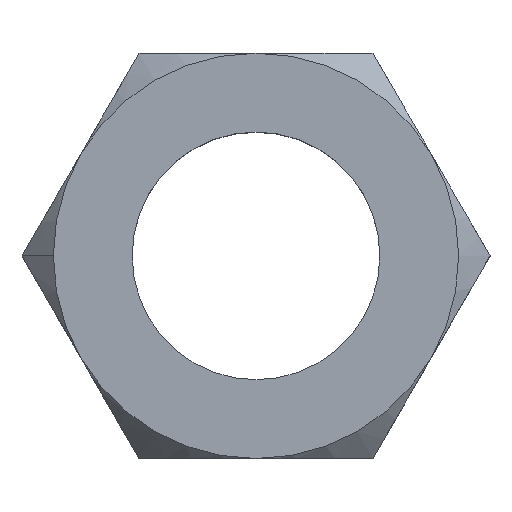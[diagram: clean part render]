
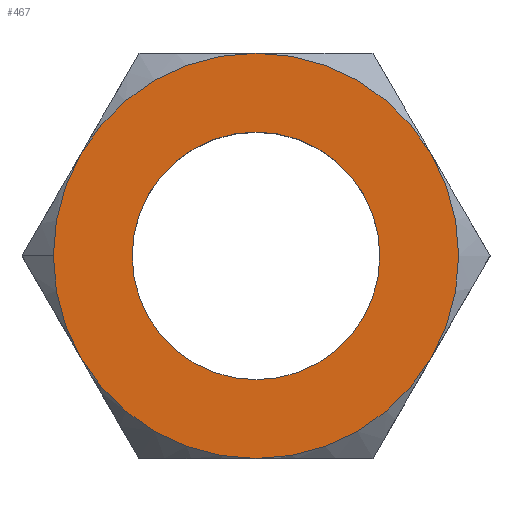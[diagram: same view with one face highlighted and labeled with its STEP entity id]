
A CAD part, top view. The second image highlights one B-rep face of the part: STEP entity #467.
In plain terms, the highlighted planar face has unit normal (0, 0, 1).
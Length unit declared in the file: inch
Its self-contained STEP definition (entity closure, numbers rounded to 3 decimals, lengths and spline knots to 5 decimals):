
#13 = ORIENTED_EDGE ( 'NONE', *, *, #277, .F. ) ;
#20 = AXIS2_PLACEMENT_3D ( 'NONE', #446, #512, #571 ) ;
#22 = CIRCLE ( 'NONE', #691, 0.5625 ) ;
#27 = EDGE_CURVE ( 'NONE', #384, #237, #166, .T. ) ;
#29 = CARTESIAN_POINT ( 'NONE',  ( 0., 0., 0.211 ) ) ;
#35 = EDGE_CURVE ( 'NONE', #848, #784, #86, .T. ) ;
#43 = DIRECTION ( 'NONE',  ( 0., 0., 1. ) ) ;
#44 = AXIS2_PLACEMENT_3D ( 'NONE', #725, #70, #270 ) ;
#50 = CARTESIAN_POINT ( 'NONE',  ( 0.34375, 0., 0.211 ) ) ;
#60 = AXIS2_PLACEMENT_3D ( 'NONE', #29, #43, #309 ) ;
#70 = DIRECTION ( 'NONE',  ( 0., 0., -1. ) ) ;
#75 = DIRECTION ( 'NONE',  ( 0., 0., -1. ) ) ;
#80 = CARTESIAN_POINT ( 'NONE',  ( 0., 0.5625, 0.211 ) ) ;
#81 = VERTEX_POINT ( 'NONE', #50 ) ;
#86 = CIRCLE ( 'NONE', #224, 0.5625 ) ;
#89 = ORIENTED_EDGE ( 'NONE', *, *, #27, .F. ) ;
#97 = ORIENTED_EDGE ( 'NONE', *, *, #391, .F. ) ;
#102 = VERTEX_POINT ( 'NONE', #302 ) ;
#114 = EDGE_CURVE ( 'NONE', #102, #81, #769, .T. ) ;
#128 = ORIENTED_EDGE ( 'NONE', *, *, #35, .F. ) ;
#135 = CARTESIAN_POINT ( 'NONE',  ( 0.48714, -0.28125, 0.211 ) ) ;
#154 = CARTESIAN_POINT ( 'NONE',  ( 0., 0., 0.211 ) ) ;
#166 = CIRCLE ( 'NONE', #20, 0.5625 ) ;
#174 = DIRECTION ( 'NONE',  ( 0., 0., 1. ) ) ;
#191 = CARTESIAN_POINT ( 'NONE',  ( 0., -0.5625, 0.211 ) ) ;
#192 = FACE_OUTER_BOUND ( 'NONE', #692, .T. ) ;
#203 = VERTEX_POINT ( 'NONE', #135 ) ;
#206 = CARTESIAN_POINT ( 'NONE',  ( 0., 0., 0.211 ) ) ;
#208 = AXIS2_PLACEMENT_3D ( 'NONE', #804, #75, #338 ) ;
#213 = EDGE_CURVE ( 'NONE', #237, #821, #308, .T. ) ;
#219 = CARTESIAN_POINT ( 'NONE',  ( -0.5625, 0., 0.211 ) ) ;
#224 = AXIS2_PLACEMENT_3D ( 'NONE', #702, #375, #638 ) ;
#237 = VERTEX_POINT ( 'NONE', #80 ) ;
#259 = EDGE_CURVE ( 'NONE', #784, #824, #402, .T. ) ;
#265 = CIRCLE ( 'NONE', #44, 0.5625 ) ;
#270 = DIRECTION ( 'NONE',  ( 1., 0., 0. ) ) ;
#271 = ORIENTED_EDGE ( 'NONE', *, *, #618, .F. ) ;
#277 = EDGE_CURVE ( 'NONE', #203, #848, #265, .T. ) ;
#279 = DIRECTION ( 'NONE',  ( 0., 0., -1. ) ) ;
#286 = DIRECTION ( 'NONE',  ( 1., 0., 0. ) ) ;
#287 = ORIENTED_EDGE ( 'NONE', *, *, #114, .F. ) ;
#302 = CARTESIAN_POINT ( 'NONE',  ( -0.34375, 0., 0.211 ) ) ;
#308 = CIRCLE ( 'NONE', #208, 0.5625 ) ;
#309 = DIRECTION ( 'NONE',  ( 1., 0., 0. ) ) ;
#338 = DIRECTION ( 'NONE',  ( 1., 0., 0. ) ) ;
#354 = DIRECTION ( 'NONE',  ( 1., 0., 0. ) ) ;
#356 = ORIENTED_EDGE ( 'NONE', *, *, #259, .F. ) ;
#363 = EDGE_LOOP ( 'NONE', ( #695, #287 ) ) ;
#375 = DIRECTION ( 'NONE',  ( 0., 0., -1. ) ) ;
#381 = CARTESIAN_POINT ( 'NONE',  ( 0., 0., 0.211 ) ) ;
#384 = VERTEX_POINT ( 'NONE', #758 ) ;
#391 = EDGE_CURVE ( 'NONE', #821, #203, #22, .T. ) ;
#394 = EDGE_CURVE ( 'NONE', #81, #102, #729, .T. ) ;
#402 = CIRCLE ( 'NONE', #786, 0.5625 ) ;
#420 = ORIENTED_EDGE ( 'NONE', *, *, #213, .F. ) ;
#435 = CARTESIAN_POINT ( 'NONE',  ( 0., 0., 0.211 ) ) ;
#446 = CARTESIAN_POINT ( 'NONE',  ( 0., 0., 0.211 ) ) ;
#453 = CARTESIAN_POINT ( 'NONE',  ( 0.97428, 0.5625, 0.211 ) ) ;
#458 = FACE_BOUND ( 'NONE', #363, .T. ) ;
#461 = DIRECTION ( 'NONE',  ( 1., 0., 0. ) ) ;
#467 = ADVANCED_FACE ( 'NONE', ( #458, #192 ), #772, .T. ) ;
#501 = AXIS2_PLACEMENT_3D ( 'NONE', #206, #606, #795 ) ;
#512 = DIRECTION ( 'NONE',  ( 0., 0., -1. ) ) ;
#519 = DIRECTION ( 'NONE',  ( 1., 0., 0. ) ) ;
#536 = DIRECTION ( 'NONE',  ( 0., 0., 1. ) ) ;
#547 = AXIS2_PLACEMENT_3D ( 'NONE', #453, #536, #461 ) ;
#571 = DIRECTION ( 'NONE',  ( -1., 0., 0. ) ) ;
#606 = DIRECTION ( 'NONE',  ( 0., 0., -1. ) ) ;
#612 = CARTESIAN_POINT ( 'NONE',  ( -0.48714, -0.28125, 0.211 ) ) ;
#618 = EDGE_CURVE ( 'NONE', #824, #384, #619, .T. ) ;
#619 = CIRCLE ( 'NONE', #501, 0.5625 ) ;
#638 = DIRECTION ( 'NONE',  ( 1., 0., 0. ) ) ;
#676 = AXIS2_PLACEMENT_3D ( 'NONE', #381, #174, #519 ) ;
#678 = CARTESIAN_POINT ( 'NONE',  ( 0.48714, 0.28125, 0.211 ) ) ;
#691 = AXIS2_PLACEMENT_3D ( 'NONE', #435, #697, #354 ) ;
#692 = EDGE_LOOP ( 'NONE', ( #13, #97, #420, #89, #271, #356, #128 ) ) ;
#695 = ORIENTED_EDGE ( 'NONE', *, *, #394, .F. ) ;
#697 = DIRECTION ( 'NONE',  ( 0., 0., -1. ) ) ;
#702 = CARTESIAN_POINT ( 'NONE',  ( 0., 0., 0.211 ) ) ;
#725 = CARTESIAN_POINT ( 'NONE',  ( 0., 0., 0.211 ) ) ;
#729 = CIRCLE ( 'NONE', #60, 0.34375 ) ;
#758 = CARTESIAN_POINT ( 'NONE',  ( -0.48714, 0.28125, 0.211 ) ) ;
#769 = CIRCLE ( 'NONE', #676, 0.34375 ) ;
#772 = PLANE ( 'NONE',  #547 ) ;
#784 = VERTEX_POINT ( 'NONE', #612 ) ;
#786 = AXIS2_PLACEMENT_3D ( 'NONE', #154, #279, #286 ) ;
#795 = DIRECTION ( 'NONE',  ( 1., 0., 0. ) ) ;
#804 = CARTESIAN_POINT ( 'NONE',  ( 0., 0., 0.211 ) ) ;
#821 = VERTEX_POINT ( 'NONE', #678 ) ;
#824 = VERTEX_POINT ( 'NONE', #219 ) ;
#848 = VERTEX_POINT ( 'NONE', #191 ) ;
